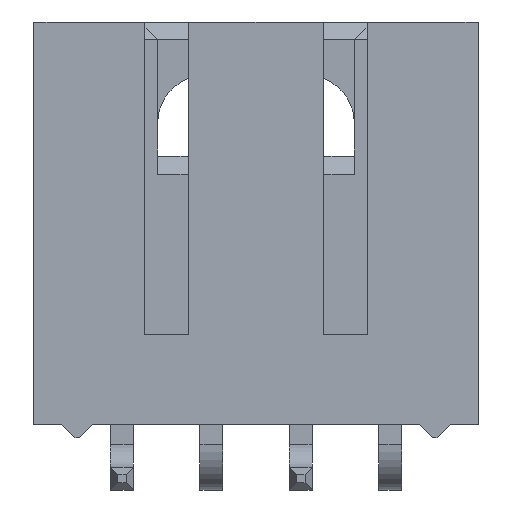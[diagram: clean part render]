
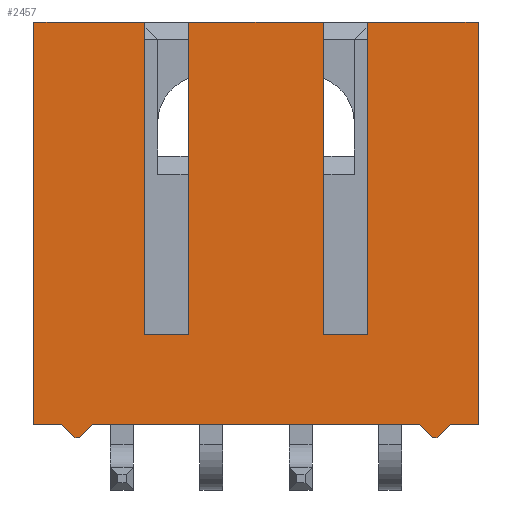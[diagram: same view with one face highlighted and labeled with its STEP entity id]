
A CAD part, front view. The second image highlights one B-rep face of the part: STEP entity #2457.
In plain terms, the highlighted planar face has unit normal (0, -1, 0).
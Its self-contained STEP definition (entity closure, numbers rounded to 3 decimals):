
#9=DIRECTION('',(1.,0.,0.));
#10=VECTOR('',#9,3.135);
#11=CARTESIAN_POINT('',(-6.31,-2.55,0.));
#12=LINE('',#11,#10);
#73=DIRECTION('',(1.,0.,0.));
#74=VECTOR('',#73,3.135);
#75=CARTESIAN_POINT('',(3.175,-2.55,0.));
#76=LINE('',#75,#74);
#121=DIRECTION('',(1.,0.,0.));
#122=VECTOR('',#121,3.81);
#123=CARTESIAN_POINT('',(-1.905,-2.55,0.));
#124=LINE('',#123,#122);
#233=DIRECTION('',(-0.707,0.,-0.707));
#234=VECTOR('',#233,0.537);
#235=CARTESIAN_POINT('',(-4.635,-2.55,-11.43));
#236=LINE('',#235,#234);
#237=DIRECTION('',(-1.,0.,0.));
#238=VECTOR('',#237,0.13);
#239=CARTESIAN_POINT('',(-5.015,-2.55,-11.81));
#240=LINE('',#239,#238);
#241=DIRECTION('',(-0.707,0.,0.707));
#242=VECTOR('',#241,0.537);
#243=CARTESIAN_POINT('',(-5.145,-2.55,-11.81));
#244=LINE('',#243,#242);
#245=DIRECTION('',(0.,0.,-1.));
#246=VECTOR('',#245,11.43);
#247=CARTESIAN_POINT('',(-6.31,-2.55,0.));
#248=LINE('',#247,#246);
#249=DIRECTION('',(0.,0.,-1.));
#250=VECTOR('',#249,8.89);
#251=CARTESIAN_POINT('',(-3.175,-2.55,0.));
#252=LINE('',#251,#250);
#253=DIRECTION('',(1.,0.,0.));
#254=VECTOR('',#253,1.27);
#255=CARTESIAN_POINT('',(-3.175,-2.55,-8.89));
#256=LINE('',#255,#254);
#257=DIRECTION('',(0.,0.,-1.));
#258=VECTOR('',#257,8.89);
#259=CARTESIAN_POINT('',(-1.905,-2.55,0.));
#260=LINE('',#259,#258);
#261=DIRECTION('',(0.,0.,-1.));
#262=VECTOR('',#261,8.89);
#263=CARTESIAN_POINT('',(1.905,-2.55,0.));
#264=LINE('',#263,#262);
#265=DIRECTION('',(1.,0.,0.));
#266=VECTOR('',#265,1.27);
#267=CARTESIAN_POINT('',(1.905,-2.55,-8.89));
#268=LINE('',#267,#266);
#269=DIRECTION('',(0.,0.,-1.));
#270=VECTOR('',#269,8.89);
#271=CARTESIAN_POINT('',(3.175,-2.55,0.));
#272=LINE('',#271,#270);
#273=DIRECTION('',(-0.707,0.,-0.707));
#274=VECTOR('',#273,0.537);
#275=CARTESIAN_POINT('',(5.525,-2.55,-11.43));
#276=LINE('',#275,#274);
#277=DIRECTION('',(-1.,0.,0.));
#278=VECTOR('',#277,0.13);
#279=CARTESIAN_POINT('',(5.145,-2.55,-11.81));
#280=LINE('',#279,#278);
#281=DIRECTION('',(-0.707,0.,0.707));
#282=VECTOR('',#281,0.537);
#283=CARTESIAN_POINT('',(5.015,-2.55,-11.81));
#284=LINE('',#283,#282);
#289=DIRECTION('',(1.,0.,0.));
#290=VECTOR('',#289,0.785);
#291=CARTESIAN_POINT('',(5.525,-2.55,-11.43));
#292=LINE('',#291,#290);
#321=DIRECTION('',(1.,0.,0.));
#322=VECTOR('',#321,9.27);
#323=CARTESIAN_POINT('',(-4.635,-2.55,-11.43));
#324=LINE('',#323,#322);
#361=DIRECTION('',(1.,0.,0.));
#362=VECTOR('',#361,0.785);
#363=CARTESIAN_POINT('',(-6.31,-2.55,-11.43));
#364=LINE('',#363,#362);
#537=DIRECTION('',(0.,0.,-1.));
#538=VECTOR('',#537,11.43);
#539=CARTESIAN_POINT('',(6.31,-2.55,0.));
#540=LINE('',#539,#538);
#1594=CARTESIAN_POINT('',(-6.31,-2.55,0.));
#1596=VERTEX_POINT('',#1594);
#1602=CARTESIAN_POINT('',(-6.31,-2.55,-11.43));
#1604=VERTEX_POINT('',#1602);
#1617=CARTESIAN_POINT('',(6.31,-2.55,0.));
#1619=VERTEX_POINT('',#1617);
#1633=CARTESIAN_POINT('',(6.31,-2.55,-11.43));
#1635=VERTEX_POINT('',#1633);
#1681=CARTESIAN_POINT('',(-3.175,-2.55,-8.89));
#1682=CARTESIAN_POINT('',(-1.905,-2.55,-8.89));
#1683=VERTEX_POINT('',#1681);
#1684=VERTEX_POINT('',#1682);
#1685=CARTESIAN_POINT('',(1.905,-2.55,-8.89));
#1686=CARTESIAN_POINT('',(3.175,-2.55,-8.89));
#1687=VERTEX_POINT('',#1685);
#1688=VERTEX_POINT('',#1686);
#1689=CARTESIAN_POINT('',(-3.175,-2.55,0.));
#1690=VERTEX_POINT('',#1689);
#1691=CARTESIAN_POINT('',(-1.905,-2.55,0.));
#1692=VERTEX_POINT('',#1691);
#1693=CARTESIAN_POINT('',(1.905,-2.55,0.));
#1694=VERTEX_POINT('',#1693);
#1695=CARTESIAN_POINT('',(3.175,-2.55,0.));
#1696=VERTEX_POINT('',#1695);
#1793=CARTESIAN_POINT('',(5.145,-2.55,-11.81));
#1794=CARTESIAN_POINT('',(5.015,-2.55,-11.81));
#1795=VERTEX_POINT('',#1793);
#1796=VERTEX_POINT('',#1794);
#1797=CARTESIAN_POINT('',(5.525,-2.55,-11.43));
#1799=VERTEX_POINT('',#1797);
#1801=CARTESIAN_POINT('',(4.635,-2.55,-11.43));
#1803=VERTEX_POINT('',#1801);
#1809=CARTESIAN_POINT('',(-5.015,-2.55,-11.81));
#1810=CARTESIAN_POINT('',(-5.145,-2.55,-11.81));
#1811=VERTEX_POINT('',#1809);
#1812=VERTEX_POINT('',#1810);
#1817=CARTESIAN_POINT('',(-4.635,-2.55,-11.43));
#1818=VERTEX_POINT('',#1817);
#1819=CARTESIAN_POINT('',(-5.525,-2.55,-11.43));
#1820=VERTEX_POINT('',#1819);
#2415=CARTESIAN_POINT('',(-6.31,-2.55,0.));
#2416=DIRECTION('',(0.,-1.,0.));
#2417=DIRECTION('',(1.,0.,0.));
#2418=AXIS2_PLACEMENT_3D('',#2415,#2416,#2417);
#2419=PLANE('',#2418);
#2421=ORIENTED_EDGE('',*,*,#2420,.F.);
#2423=ORIENTED_EDGE('',*,*,#2422,.T.);
#2425=ORIENTED_EDGE('',*,*,#2424,.T.);
#2427=ORIENTED_EDGE('',*,*,#2426,.T.);
#2429=ORIENTED_EDGE('',*,*,#2428,.F.);
#2431=ORIENTED_EDGE('',*,*,#2430,.F.);
#2432=ORIENTED_EDGE('',*,*,#2098,.T.);
#2433=ORIENTED_EDGE('',*,*,#2194,.T.);
#2435=ORIENTED_EDGE('',*,*,#2434,.T.);
#2437=ORIENTED_EDGE('',*,*,#2436,.F.);
#2438=ORIENTED_EDGE('',*,*,#2162,.T.);
#2440=ORIENTED_EDGE('',*,*,#2439,.T.);
#2442=ORIENTED_EDGE('',*,*,#2441,.T.);
#2443=ORIENTED_EDGE('',*,*,#2406,.F.);
#2444=ORIENTED_EDGE('',*,*,#2130,.T.);
#2446=ORIENTED_EDGE('',*,*,#2445,.T.);
#2448=ORIENTED_EDGE('',*,*,#2447,.F.);
#2450=ORIENTED_EDGE('',*,*,#2449,.T.);
#2452=ORIENTED_EDGE('',*,*,#2451,.T.);
#2454=ORIENTED_EDGE('',*,*,#2453,.T.);
#2455=EDGE_LOOP('',(#2421,#2423,#2425,#2427,#2429,#2431,#2432,#2433,#2435,#2437,
#2438,#2440,#2442,#2443,#2444,#2446,#2448,#2450,#2452,#2454));
#2456=FACE_OUTER_BOUND('',#2455,.F.);
#2457=ADVANCED_FACE('',(#2456),#2419,.T.);
#2098=EDGE_CURVE('',#1596,#1690,#12,.T.);
#2130=EDGE_CURVE('',#1696,#1619,#76,.T.);
#2162=EDGE_CURVE('',#1692,#1694,#124,.T.);
#2194=EDGE_CURVE('',#1690,#1683,#252,.T.);
#2406=EDGE_CURVE('',#1696,#1688,#272,.T.);
#2420=EDGE_CURVE('',#1818,#1803,#324,.T.);
#2422=EDGE_CURVE('',#1818,#1811,#236,.T.);
#2424=EDGE_CURVE('',#1811,#1812,#240,.T.);
#2426=EDGE_CURVE('',#1812,#1820,#244,.T.);
#2428=EDGE_CURVE('',#1604,#1820,#364,.T.);
#2430=EDGE_CURVE('',#1596,#1604,#248,.T.);
#2434=EDGE_CURVE('',#1683,#1684,#256,.T.);
#2436=EDGE_CURVE('',#1692,#1684,#260,.T.);
#2439=EDGE_CURVE('',#1694,#1687,#264,.T.);
#2441=EDGE_CURVE('',#1687,#1688,#268,.T.);
#2445=EDGE_CURVE('',#1619,#1635,#540,.T.);
#2447=EDGE_CURVE('',#1799,#1635,#292,.T.);
#2449=EDGE_CURVE('',#1799,#1795,#276,.T.);
#2451=EDGE_CURVE('',#1795,#1796,#280,.T.);
#2453=EDGE_CURVE('',#1796,#1803,#284,.T.);
